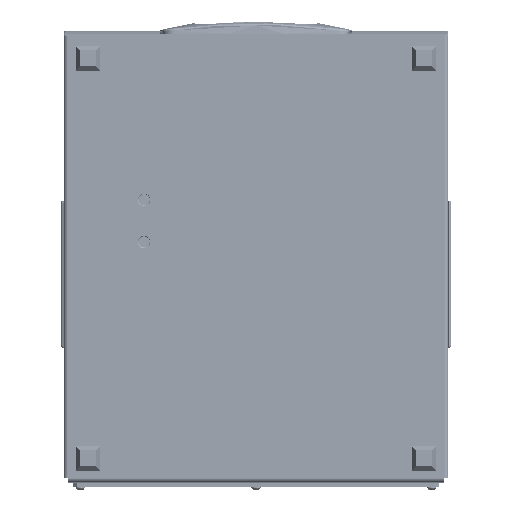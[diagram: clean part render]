
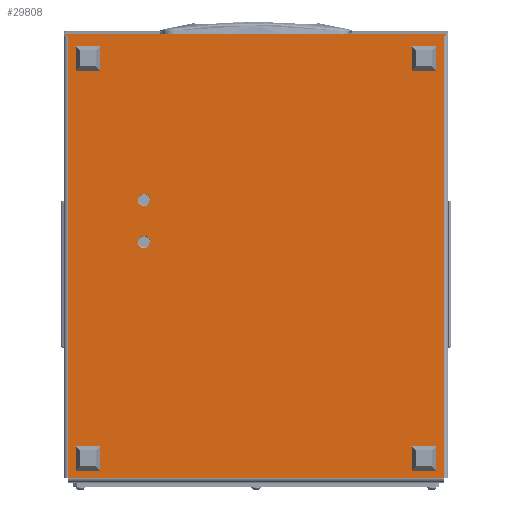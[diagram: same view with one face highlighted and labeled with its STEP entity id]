
A CAD part, front view. The second image highlights one B-rep face of the part: STEP entity #29808.
In plain terms, the highlighted face is planar.
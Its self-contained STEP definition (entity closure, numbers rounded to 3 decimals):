
#109 = CARTESIAN_POINT ( 'NONE',  ( 0., 312., 0. ) ) ;
#1620 = VECTOR ( 'NONE', #72676, 1000. ) ;
#7238 = CARTESIAN_POINT ( 'NONE',  ( 136., 249., 0. ) ) ;
#7651 = VECTOR ( 'NONE', #33529, 1000. ) ;
#12497 = DIRECTION ( 'NONE',  ( 0., -1., 0. ) ) ;
#13215 = PLANE ( 'NONE',  #15087 ) ;
#13246 = AXIS2_PLACEMENT_3D ( 'NONE', #7238, #111629, #125202 ) ;
#13886 = LINE ( 'NONE', #33512, #1620 ) ;
#14783 = DIRECTION ( 'NONE',  ( 1., 0., 0. ) ) ;
#15087 = AXIS2_PLACEMENT_3D ( 'NONE', #109, #128316, #141907 ) ;
#15300 = LINE ( 'NONE', #57086, #45762 ) ;
#17335 = CARTESIAN_POINT ( 'NONE',  ( 0., -4., 0. ) ) ;
#19402 = ORIENTED_EDGE ( 'NONE', *, *, #34493, .F. ) ;
#21707 = LINE ( 'NONE', #79450, #35865 ) ;
#22042 = ORIENTED_EDGE ( 'NONE', *, *, #147681, .F. ) ;
#22408 = CARTESIAN_POINT ( 'NONE',  ( 130.8, 249., 0. ) ) ;
#23760 = CARTESIAN_POINT ( 'NONE',  ( 0., -2., 0. ) ) ;
#27858 = AXIS2_PLACEMENT_3D ( 'NONE', #123460, #45861, #124620 ) ;
#28177 = EDGE_LOOP ( 'NONE', ( #110328, #105349, #72280, #159761, #19402, #105621, #48625, #122618 ) ) ;
#28670 = CARTESIAN_POINT ( 'NONE',  ( 367., 312., 0. ) ) ;
#29808 = ADVANCED_FACE ( 'NONE', ( #118105, #136294, #79551 ), #13215, .T. ) ;
#30024 = LINE ( 'NONE', #33335, #164027 ) ;
#30715 = VERTEX_POINT ( 'NONE', #143765 ) ;
#31595 = LINE ( 'NONE', #17335, #54019 ) ;
#31845 = CARTESIAN_POINT ( 'NONE',  ( 367., 0., 0. ) ) ;
#33335 = CARTESIAN_POINT ( 'NONE',  ( 0., -4., 0. ) ) ;
#33512 = CARTESIAN_POINT ( 'NONE',  ( -2., -4., 0. ) ) ;
#33529 = DIRECTION ( 'NONE',  ( 1., 0., 0. ) ) ;
#33735 = CARTESIAN_POINT ( 'NONE',  ( 0., 314., 0. ) ) ;
#34493 = EDGE_CURVE ( 'NONE', #59458, #85931, #30024, .T. ) ;
#35865 = VECTOR ( 'NONE', #14783, 1000. ) ;
#39499 = EDGE_CURVE ( 'NONE', #44296, #59458, #160080, .T. ) ;
#40791 = DIRECTION ( 'NONE',  ( 0., 0., -1. ) ) ;
#42351 = DIRECTION ( 'NONE',  ( -1., 0., 0. ) ) ;
#44296 = VERTEX_POINT ( 'NONE', #28670 ) ;
#44753 = CARTESIAN_POINT ( 'NONE',  ( 165.8, 249., 0. ) ) ;
#45762 = VECTOR ( 'NONE', #42351, 1000. ) ;
#45861 = DIRECTION ( 'NONE',  ( 0., 0., -1. ) ) ;
#48332 = CARTESIAN_POINT ( 'NONE',  ( 0., 314., 0. ) ) ;
#48625 = ORIENTED_EDGE ( 'NONE', *, *, #147686, .T. ) ;
#51348 = EDGE_LOOP ( 'NONE', ( #22042, #81323 ) ) ;
#54019 = VECTOR ( 'NONE', #158059, 1000. ) ;
#54295 = CARTESIAN_POINT ( 'NONE',  ( 0., 312., 0. ) ) ;
#57086 = CARTESIAN_POINT ( 'NONE',  ( 0., -2., 0. ) ) ;
#59292 = ORIENTED_EDGE ( 'NONE', *, *, #62878, .F. ) ;
#59458 = VERTEX_POINT ( 'NONE', #91896 ) ;
#61719 = AXIS2_PLACEMENT_3D ( 'NONE', #66907, #40791, #90223 ) ;
#62878 = EDGE_CURVE ( 'NONE', #30715, #155986, #67430, .T. ) ;
#65267 = EDGE_CURVE ( 'NONE', #93545, #148714, #13886, .T. ) ;
#66391 = CARTESIAN_POINT ( 'NONE',  ( 176.2, 249., 0. ) ) ;
#66907 = CARTESIAN_POINT ( 'NONE',  ( 171., 249., 0. ) ) ;
#67430 = CIRCLE ( 'NONE', #13246, 5.2 ) ;
#67990 = VECTOR ( 'NONE', #12497, 1000. ) ;
#72280 = ORIENTED_EDGE ( 'NONE', *, *, #65267, .T. ) ;
#72676 = DIRECTION ( 'NONE',  ( 0., 1., 0. ) ) ;
#75083 = VERTEX_POINT ( 'NONE', #31845 ) ;
#76183 = CARTESIAN_POINT ( 'NONE',  ( 136., 249., 0. ) ) ;
#76472 = AXIS2_PLACEMENT_3D ( 'NONE', #76183, #154451, #102837 ) ;
#79450 = CARTESIAN_POINT ( 'NONE',  ( 0., 0., 0. ) ) ;
#79551 = FACE_OUTER_BOUND ( 'NONE', #28177, .T. ) ;
#81323 = ORIENTED_EDGE ( 'NONE', *, *, #138418, .F. ) ;
#84720 = EDGE_CURVE ( 'NONE', #155986, #30715, #150635, .T. ) ;
#85931 = VERTEX_POINT ( 'NONE', #33735 ) ;
#90223 = DIRECTION ( 'NONE',  ( -1., 0., 0. ) ) ;
#90912 = EDGE_CURVE ( 'NONE', #148714, #85931, #94938, .T. ) ;
#91896 = CARTESIAN_POINT ( 'NONE',  ( 0., 312., 0. ) ) ;
#92418 = CARTESIAN_POINT ( 'NONE',  ( -2., 314., 0. ) ) ;
#93545 = VERTEX_POINT ( 'NONE', #120338 ) ;
#94938 = LINE ( 'NONE', #48332, #7651 ) ;
#95596 = EDGE_LOOP ( 'NONE', ( #130213, #59292 ) ) ;
#96236 = VERTEX_POINT ( 'NONE', #44753 ) ;
#96267 = LINE ( 'NONE', #130424, #67990 ) ;
#99500 = VERTEX_POINT ( 'NONE', #113282 ) ;
#99733 = EDGE_CURVE ( 'NONE', #168133, #99500, #31595, .T. ) ;
#99787 = EDGE_CURVE ( 'NONE', #168133, #93545, #15300, .T. ) ;
#102837 = DIRECTION ( 'NONE',  ( -1., 0., 0. ) ) ;
#105349 = ORIENTED_EDGE ( 'NONE', *, *, #99787, .T. ) ;
#105621 = ORIENTED_EDGE ( 'NONE', *, *, #39499, .F. ) ;
#106427 = DIRECTION ( 'NONE',  ( -1., 0., 0. ) ) ;
#110328 = ORIENTED_EDGE ( 'NONE', *, *, #99733, .F. ) ;
#111629 = DIRECTION ( 'NONE',  ( 0., 0., -1. ) ) ;
#113282 = CARTESIAN_POINT ( 'NONE',  ( 0., 0., 0. ) ) ;
#118105 = FACE_BOUND ( 'NONE', #95596, .T. ) ;
#120338 = CARTESIAN_POINT ( 'NONE',  ( -2., -2., 0. ) ) ;
#121440 = VECTOR ( 'NONE', #106427, 1000. ) ;
#122618 = ORIENTED_EDGE ( 'NONE', *, *, #159690, .F. ) ;
#123460 = CARTESIAN_POINT ( 'NONE',  ( 171., 249., 0. ) ) ;
#124620 = DIRECTION ( 'NONE',  ( -1., 0., 0. ) ) ;
#125202 = DIRECTION ( 'NONE',  ( -1., 0., 0. ) ) ;
#128316 = DIRECTION ( 'NONE',  ( 0., 0., -1. ) ) ;
#130213 = ORIENTED_EDGE ( 'NONE', *, *, #84720, .F. ) ;
#130424 = CARTESIAN_POINT ( 'NONE',  ( 367., 312., 0. ) ) ;
#136294 = FACE_BOUND ( 'NONE', #51348, .T. ) ;
#138418 = EDGE_CURVE ( 'NONE', #145936, #96236, #157924, .T. ) ;
#141907 = DIRECTION ( 'NONE',  ( -1., 0., 0. ) ) ;
#143765 = CARTESIAN_POINT ( 'NONE',  ( 141.2, 249., 0. ) ) ;
#145936 = VERTEX_POINT ( 'NONE', #66391 ) ;
#147681 = EDGE_CURVE ( 'NONE', #96236, #145936, #157147, .T. ) ;
#147686 = EDGE_CURVE ( 'NONE', #44296, #75083, #96267, .T. ) ;
#148714 = VERTEX_POINT ( 'NONE', #92418 ) ;
#150635 = CIRCLE ( 'NONE', #76472, 5.2 ) ;
#154451 = DIRECTION ( 'NONE',  ( 0., 0., -1. ) ) ;
#155986 = VERTEX_POINT ( 'NONE', #22408 ) ;
#157147 = CIRCLE ( 'NONE', #61719, 5.2 ) ;
#157924 = CIRCLE ( 'NONE', #27858, 5.2 ) ;
#158059 = DIRECTION ( 'NONE',  ( 0., 1., 0. ) ) ;
#159690 = EDGE_CURVE ( 'NONE', #99500, #75083, #21707, .T. ) ;
#159761 = ORIENTED_EDGE ( 'NONE', *, *, #90912, .T. ) ;
#160080 = LINE ( 'NONE', #54295, #121440 ) ;
#163310 = DIRECTION ( 'NONE',  ( 0., 1., 0. ) ) ;
#164027 = VECTOR ( 'NONE', #163310, 1000. ) ;
#168133 = VERTEX_POINT ( 'NONE', #23760 ) ;
